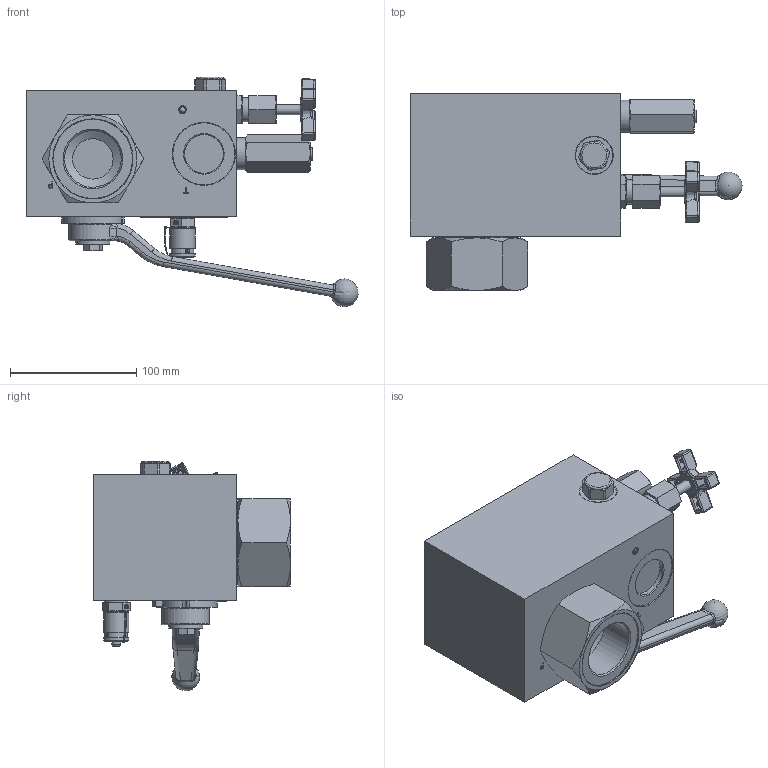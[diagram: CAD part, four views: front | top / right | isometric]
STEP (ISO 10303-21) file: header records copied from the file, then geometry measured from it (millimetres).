
FILE_DESCRIPTION(/* description */ (''),/* implementation_level */ '2;1');
FILE_NAME(/* name */ 'SBR32TCM000330CNZ0.stp',/* time_stamp */ '2021-06-14T15:45:55+02:00',/* author */ ('551469'),/* organization */ (''),/* preprocessor_version */ 'ST-DEVELOPER v18',/* originating_system */ 'Autodesk Inventor 2020',/* authorisation */ '');
FILE_SCHEMA (('AUTOMOTIVE_DESIGN { 1 0 10303 214 3 1 1 }'));
Products named in the file (20): parker valve Ø32 verison A simplified; Parker valve Ø32 version A simplified; MB700-060; EMA3/1/4EDCF; A04B2PY1-xxxNCE; SBA32_Ball_Valve-3; SBA32_Ball_Valve-2; SBA32_Ball_Valve-1; SBA32_Ball_Valve-6; PE1478-3; SBA32_Ball_Valve-7; SBA32_Ball_Valve-8; SBA32_Ball_Valve-12; SBA32_Ball_Valve-5; MVI400S; 0830682136; 351812-02600; P08-2; PE1488; SBA32_Ball_Valve-4
Assembly tree (22 placements, depth 2):
  parker valve Ø32 verison A simplified
    Parker valve Ø32 version A simplified
    MB700-060  x2
    EMA3/1/4EDCF
    A04B2PY1-xxxNCE
    SBA32_Ball_Valve-3  x2
    SBA32_Ball_Valve-12  x2
    SBA32_Ball_Valve-2
    SBA32_Ball_Valve-1
    SBA32_Ball_Valve-6
    PE1478-3
    SBA32_Ball_Valve-7
    SBA32_Ball_Valve-8
    SBA32_Ball_Valve-5
    MVI400S
    0830682136
    351812-02600
    P08-2
    PE1488
    SBA32_Ball_Valve-4
Bounding box: 263.14 x 156 x 181.85 mm (x, y, z)
Volume: 2210265.6 mm3; surface area: 211164 mm2
Topology: 23 solids, 28 shells, 1322 faces, 3243 edges, 2034 vertices
Faces by surface type: plane 461, cylinder 408, bspline 158, cone 147, sphere 76, torus 72
Full cylindrical faces by diameter (mm): 2 x4, 2.5 x4, 2.9 x6, 3.36 x1, 4 x1, 4.2 x1, 4.25 x1, 4.45 x4, 5.55 x2, 6 x2, 6.05 x2, 6.8 x1, 7 x1, 7.671 x1, 7.75 x2, 7.95 x1, 8 x2, 8.15 x1, 9 x1, 9.804 x1, 9.881 x2, 9.978 x1, 11.1 x1, 11.8 x1, 11.871 x3, 11.975 x2, 12.035 x2, 12.065 x2, 12.624 x2, 12.7 x1
Entity records: 44288 total; most frequent: CARTESIAN_POINT 12606, DIRECTION 6554, ORIENTED_EDGE 6318, EDGE_CURVE 3159, AXIS2_PLACEMENT_3D 2654, VERTEX_POINT 2003, EDGE_LOOP 1468, CIRCLE 1316
